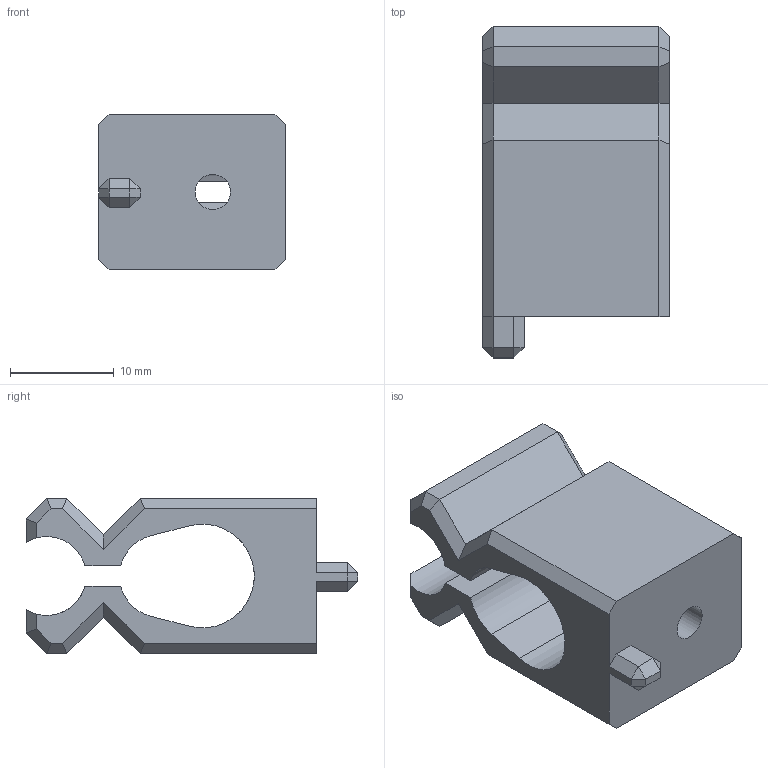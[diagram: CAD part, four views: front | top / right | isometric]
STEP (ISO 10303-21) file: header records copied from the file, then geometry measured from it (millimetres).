
FILE_DESCRIPTION(('FreeCAD Model'),'2;1');
FILE_NAME('Open CASCADE Shape Model','2023-03-15T13:51:13',('Author'),( ''),'Open CASCADE STEP processor 7.5','FreeCAD','Unknown');
FILE_SCHEMA(('AUTOMOTIVE_DESIGN { 1 0 10303 214 1 1 1 1 }'));
Length unit declared in the file: millimetre
Products named in the file (1): M8.rod.clamp.1515
Bounding box: 18 x 32 x 15 mm (x, y, z)
Volume: 4248.6 mm3; surface area: 3024.8 mm2
Topology: 1 solids, 1 shells, 67 faces, 161 edges, 97 vertices
Faces by surface type: plane 60, cylinder 7
Full cylindrical faces by diameter (mm): 3.4 x1, 7 x1
Entity records: 4371 total; most frequent: CARTESIAN_POINT 1069, DIRECTION 612, LINE 426, VECTOR 426, ORIENTED_EDGE 322, PCURVE 322, DEFINITIONAL_REPRESENTATION 322, EDGE_CURVE 161
